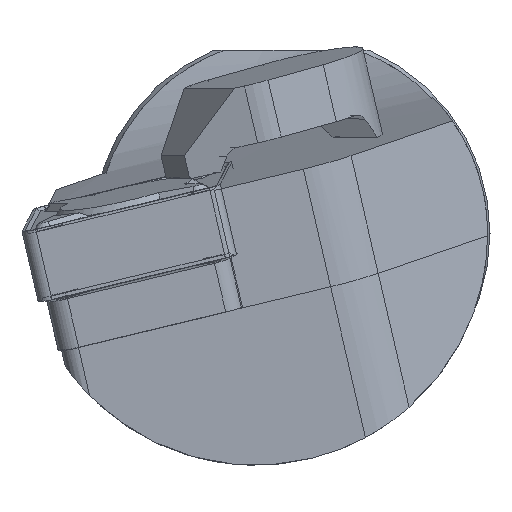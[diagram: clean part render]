
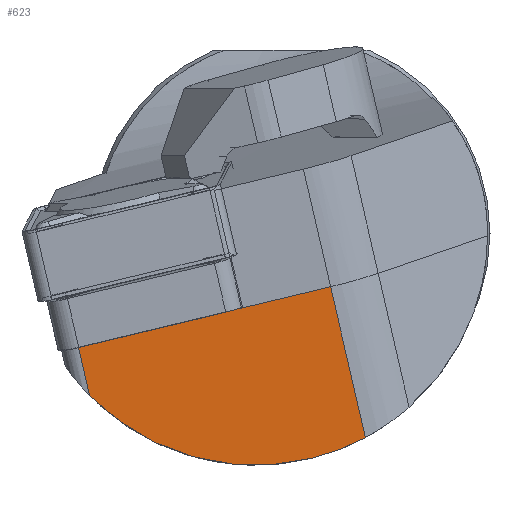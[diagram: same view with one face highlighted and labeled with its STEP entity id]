
A CAD part, left-side view. The second image highlights one B-rep face of the part: STEP entity #623.
In plain terms, the highlighted planar face has unit normal (-0.991, -0.106, -0.082).
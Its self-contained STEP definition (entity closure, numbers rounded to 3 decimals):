
#574=ELLIPSE('',#2663,14.734,14.6);
#623=ADVANCED_FACE('',(#816),#744,.F.);
#744=PLANE('',#2664);
#816=FACE_OUTER_BOUND('',#931,.T.);
#931=EDGE_LOOP('',(#1444,#1445,#1446,#1447,#1448,#1449));
#1066=LINE('',#3504,#1252);
#1067=LINE('',#3507,#1253);
#1068=LINE('',#3509,#1254);
#1069=LINE('',#3511,#1255);
#1070=LINE('',#3515,#1256);
#1252=VECTOR('',#2889,1.);
#1253=VECTOR('',#2890,1.);
#1254=VECTOR('',#2891,1.);
#1255=VECTOR('',#2892,1.);
#1256=VECTOR('',#2895,1.);
#1444=ORIENTED_EDGE('',*,*,#2275,.F.);
#1445=ORIENTED_EDGE('',*,*,#2276,.T.);
#1446=ORIENTED_EDGE('',*,*,#2277,.T.);
#1447=ORIENTED_EDGE('',*,*,#2278,.F.);
#1448=ORIENTED_EDGE('',*,*,#2279,.T.);
#1449=ORIENTED_EDGE('',*,*,#2280,.T.);
#2068=VERTEX_POINT('',#3505);
#2069=VERTEX_POINT('',#3506);
#2070=VERTEX_POINT('',#3508);
#2071=VERTEX_POINT('',#3510);
#2072=VERTEX_POINT('',#3512);
#2073=VERTEX_POINT('',#3514);
#2275=EDGE_CURVE('',#2068,#2069,#1066,.T.);
#2276=EDGE_CURVE('',#2068,#2070,#1067,.T.);
#2277=EDGE_CURVE('',#2070,#2071,#1068,.T.);
#2278=EDGE_CURVE('',#2072,#2071,#1069,.T.);
#2279=EDGE_CURVE('',#2072,#2073,#574,.T.);
#2280=EDGE_CURVE('',#2073,#2069,#1070,.T.);
#2663=AXIS2_PLACEMENT_3D('',#3513,#2893,#2894);
#2664=AXIS2_PLACEMENT_3D('',#3516,#2896,#2897);
#2889=DIRECTION('',(0.085,-0.969,0.233));
#2890=DIRECTION('',(-0.085,0.969,-0.233));
#2891=DIRECTION('',(-0.085,0.969,-0.233));
#2892=DIRECTION('',(-0.105,0.224,0.969));
#2893=DIRECTION('',(-0.991,-0.106,-0.082));
#2894=DIRECTION('',(-0.135,0.784,0.606));
#2895=DIRECTION('',(-0.105,0.224,0.969));
#2896=DIRECTION('',(0.991,0.106,0.082));
#2897=DIRECTION('',(0.107,-0.994,0.));
#3504=CARTESIAN_POINT('',(-168.244,-16.886,-3.486));
#3505=CARTESIAN_POINT('',(-168.734,-11.282,-4.833));
#3506=CARTESIAN_POINT('',(-168.244,-16.886,-3.486));
#3507=CARTESIAN_POINT('',(-168.244,-16.886,-3.486));
#3508=CARTESIAN_POINT('',(-168.766,-10.915,-4.921));
#3509=CARTESIAN_POINT('',(-168.244,-16.886,-3.486));
#3510=CARTESIAN_POINT('',(-169.632,-1.025,-7.298));
#3511=CARTESIAN_POINT('',(-205.536,75.821,325.558));
#3512=CARTESIAN_POINT('',(-169.305,-1.723,-10.322));
#3513=CARTESIAN_POINT('',(-169.031,-12.163,-0.115));
#3514=CARTESIAN_POINT('',(-167.22,-19.077,-12.974));
#3515=CARTESIAN_POINT('',(-204.149,59.96,329.37));
#3516=CARTESIAN_POINT('',(-204.149,59.96,329.37));
